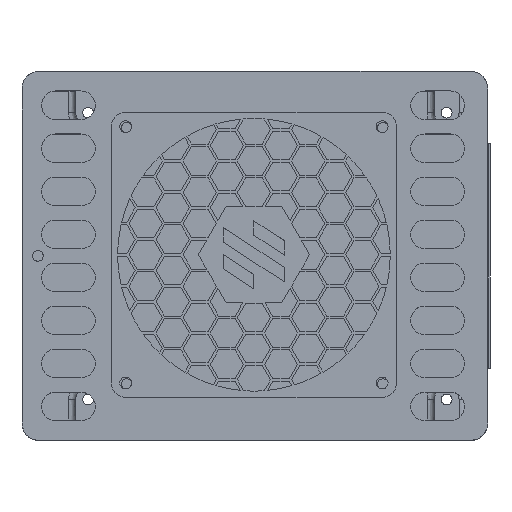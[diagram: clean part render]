
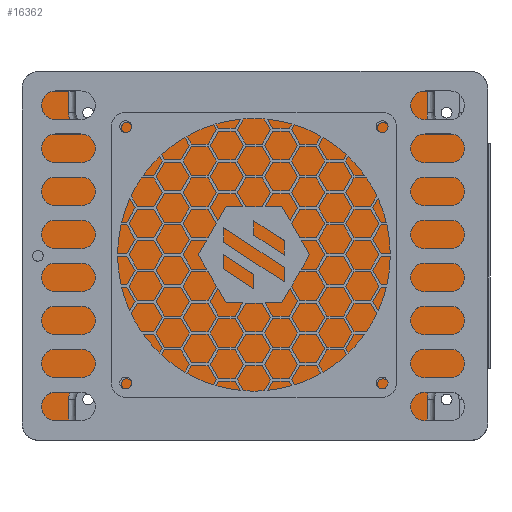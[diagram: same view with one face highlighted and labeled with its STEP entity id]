
A CAD part, top view. The second image highlights one B-rep face of the part: STEP entity #16362.
In plain terms, the highlighted planar face has unit normal (0, 0, 1).
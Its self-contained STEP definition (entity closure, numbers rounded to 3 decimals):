
#1092=PLANE('',#17392);
#1815=FACE_OUTER_BOUND('',#2873,.T.);
#2873=EDGE_LOOP('',(#14849,#14850,#14851,#14852,#14853,#14854,#14855,#14856,
#14857,#14858,#14859,#14860,#14861,#14862,#14863,#14864,#14865,#14866,#14867,
#14868));
#4536=LINE('',#25965,#6353);
#4538=LINE('',#26187,#6355);
#4540=LINE('',#26221,#6357);
#4562=LINE('',#26826,#6379);
#4568=LINE('',#27304,#6385);
#4576=LINE('',#28129,#6393);
#4577=LINE('',#28162,#6394);
#4580=LINE('',#28207,#6397);
#4691=LINE('',#29172,#6508);
#4692=LINE('',#29297,#6509);
#4698=LINE('',#29350,#6515);
#4699=LINE('',#29475,#6516);
#4705=LINE('',#29528,#6522);
#4706=LINE('',#29653,#6523);
#4712=LINE('',#29706,#6529);
#4713=LINE('',#29831,#6530);
#6353=VECTOR('',#20602,10.);
#6355=VECTOR('',#20604,10.);
#6357=VECTOR('',#20606,10.);
#6379=VECTOR('',#20646,10.);
#6385=VECTOR('',#20652,10.);
#6393=VECTOR('',#20660,10.);
#6394=VECTOR('',#20661,10.);
#6397=VECTOR('',#20664,10.);
#6508=VECTOR('',#20989,10.);
#6509=VECTOR('',#20994,10.);
#6515=VECTOR('',#21006,10.);
#6516=VECTOR('',#21011,10.);
#6522=VECTOR('',#21023,10.);
#6523=VECTOR('',#21028,10.);
#6529=VECTOR('',#21040,10.);
#6530=VECTOR('',#21045,10.);
#6908=CIRCLE('',#17375,5.45);
#6911=CIRCLE('',#17380,5.45);
#6914=CIRCLE('',#17385,5.45);
#6917=CIRCLE('',#17390,5.45);
#8181=VERTEX_POINT('',#25896);
#8183=VERTEX_POINT('',#25954);
#8186=VERTEX_POINT('',#26129);
#8187=VERTEX_POINT('',#26178);
#8222=VERTEX_POINT('',#26816);
#8223=VERTEX_POINT('',#26825);
#8234=VERTEX_POINT('',#27294);
#8235=VERTEX_POINT('',#27303);
#8249=VERTEX_POINT('',#27933);
#8250=VERTEX_POINT('',#28071);
#8251=VERTEX_POINT('',#28120);
#8252=VERTEX_POINT('',#28196);
#8372=VERTEX_POINT('',#29163);
#8374=VERTEX_POINT('',#29244);
#8378=VERTEX_POINT('',#29341);
#8380=VERTEX_POINT('',#29432);
#8384=VERTEX_POINT('',#29519);
#8386=VERTEX_POINT('',#29610);
#8390=VERTEX_POINT('',#29697);
#8392=VERTEX_POINT('',#29788);
#10281=EDGE_CURVE('',#8181,#8183,#4536,.T.);
#10287=EDGE_CURVE('',#8187,#8186,#4538,.T.);
#10289=EDGE_CURVE('',#8186,#8181,#4540,.T.);
#10332=EDGE_CURVE('',#8222,#8223,#4562,.T.);
#10348=EDGE_CURVE('',#8234,#8235,#4568,.T.);
#10372=EDGE_CURVE('',#8251,#8250,#4576,.T.);
#10373=EDGE_CURVE('',#8250,#8249,#4577,.T.);
#10377=EDGE_CURVE('',#8249,#8252,#4580,.T.);
#10564=EDGE_CURVE('',#8372,#8187,#4691,.T.);
#10566=EDGE_CURVE('',#8374,#8372,#6908,.T.);
#10568=EDGE_CURVE('',#8235,#8374,#4692,.T.);
#10576=EDGE_CURVE('',#8378,#8234,#4698,.T.);
#10578=EDGE_CURVE('',#8380,#8378,#6911,.T.);
#10580=EDGE_CURVE('',#8252,#8380,#4699,.T.);
#10588=EDGE_CURVE('',#8384,#8251,#4705,.T.);
#10590=EDGE_CURVE('',#8386,#8384,#6914,.T.);
#10592=EDGE_CURVE('',#8223,#8386,#4706,.T.);
#10600=EDGE_CURVE('',#8390,#8222,#4712,.T.);
#10602=EDGE_CURVE('',#8392,#8390,#6917,.T.);
#10604=EDGE_CURVE('',#8183,#8392,#4713,.T.);
#14849=ORIENTED_EDGE('',*,*,#10287,.F.);
#14850=ORIENTED_EDGE('',*,*,#10564,.F.);
#14851=ORIENTED_EDGE('',*,*,#10566,.F.);
#14852=ORIENTED_EDGE('',*,*,#10568,.F.);
#14853=ORIENTED_EDGE('',*,*,#10348,.F.);
#14854=ORIENTED_EDGE('',*,*,#10576,.F.);
#14855=ORIENTED_EDGE('',*,*,#10578,.F.);
#14856=ORIENTED_EDGE('',*,*,#10580,.F.);
#14857=ORIENTED_EDGE('',*,*,#10377,.F.);
#14858=ORIENTED_EDGE('',*,*,#10373,.F.);
#14859=ORIENTED_EDGE('',*,*,#10372,.F.);
#14860=ORIENTED_EDGE('',*,*,#10588,.F.);
#14861=ORIENTED_EDGE('',*,*,#10590,.F.);
#14862=ORIENTED_EDGE('',*,*,#10592,.F.);
#14863=ORIENTED_EDGE('',*,*,#10332,.F.);
#14864=ORIENTED_EDGE('',*,*,#10600,.F.);
#14865=ORIENTED_EDGE('',*,*,#10602,.F.);
#14866=ORIENTED_EDGE('',*,*,#10604,.F.);
#14867=ORIENTED_EDGE('',*,*,#10281,.F.);
#14868=ORIENTED_EDGE('',*,*,#10289,.F.);
#16362=ADVANCED_FACE('',(#1815),#1092,.F.);
#17375=AXIS2_PLACEMENT_3D('',#29255,#20990,#20991);
#17380=AXIS2_PLACEMENT_3D('',#29441,#21007,#21008);
#17385=AXIS2_PLACEMENT_3D('',#29619,#21024,#21025);
#17390=AXIS2_PLACEMENT_3D('',#29797,#21041,#21042);
#17392=AXIS2_PLACEMENT_3D('',#29833,#21047,#21048);
#20602=DIRECTION('',(1.,0.,0.));
#20604=DIRECTION('',(-1.,0.,0.));
#20606=DIRECTION('',(0.,1.,0.));
#20646=DIRECTION('',(1.,0.,0.));
#20652=DIRECTION('',(-1.,0.,0.));
#20660=DIRECTION('',(1.,0.,0.));
#20661=DIRECTION('',(0.,-1.,0.));
#20664=DIRECTION('',(-1.,0.,0.));
#20989=DIRECTION('',(0.,-1.,0.));
#20990=DIRECTION('center_axis',(0.,0.,1.));
#20991=DIRECTION('ref_axis',(0.,1.,0.));
#20994=DIRECTION('',(0.,1.,0.));
#21006=DIRECTION('',(0.,-1.,0.));
#21007=DIRECTION('center_axis',(0.,0.,1.));
#21008=DIRECTION('ref_axis',(0.,1.,0.));
#21011=DIRECTION('',(0.,1.,0.));
#21023=DIRECTION('',(0.,1.,0.));
#21024=DIRECTION('center_axis',(0.,0.,1.));
#21025=DIRECTION('ref_axis',(0.,-1.,0.));
#21028=DIRECTION('',(0.,-1.,0.));
#21040=DIRECTION('',(0.,1.,0.));
#21041=DIRECTION('center_axis',(0.,0.,1.));
#21042=DIRECTION('ref_axis',(0.,-1.,0.));
#21045=DIRECTION('',(0.,-1.,0.));
#21047=DIRECTION('center_axis',(0.,0.,-1.));
#21048=DIRECTION('ref_axis',(1.,0.,0.));
#25896=CARTESIAN_POINT('',(-33.,71.556,-3.));
#25954=CARTESIAN_POINT('',(-25.45,71.556,-3.));
#25965=CARTESIAN_POINT('',(-4.25,71.556,-3.));
#26129=CARTESIAN_POINT('',(-33.,-20.444,-3.));
#26178=CARTESIAN_POINT('',(-25.45,-20.444,-3.));
#26187=CARTESIAN_POINT('',(57.25,-20.444,-3.));
#26221=CARTESIAN_POINT('',(-33.,1.556,-3.));
#26816=CARTESIAN_POINT('',(-14.55,71.556,-3.));
#26825=CARTESIAN_POINT('',(74.55,71.556,-3.));
#26826=CARTESIAN_POINT('',(-4.25,71.556,-3.));
#27294=CARTESIAN_POINT('',(74.55,-20.444,-3.));
#27303=CARTESIAN_POINT('',(-14.55,-20.444,-3.));
#27304=CARTESIAN_POINT('',(57.25,-20.444,-3.));
#27933=CARTESIAN_POINT('',(86.,-20.444,-3.));
#28071=CARTESIAN_POINT('',(86.,71.556,-3.));
#28120=CARTESIAN_POINT('',(85.45,71.556,-3.));
#28129=CARTESIAN_POINT('',(-4.25,71.556,-3.));
#28162=CARTESIAN_POINT('',(86.,49.556,-3.));
#28196=CARTESIAN_POINT('',(85.45,-20.444,-3.));
#28207=CARTESIAN_POINT('',(57.25,-20.444,-3.));
#29163=CARTESIAN_POINT('',(-25.45,-14.444,-3.));
#29172=CARTESIAN_POINT('',(-25.45,1.556,-3.));
#29244=CARTESIAN_POINT('',(-14.55,-14.444,-3.));
#29255=CARTESIAN_POINT('Origin',(-20.,-14.444,-3.));
#29297=CARTESIAN_POINT('',(-14.55,5.556,-3.));
#29341=CARTESIAN_POINT('',(74.55,-14.444,-3.));
#29350=CARTESIAN_POINT('',(74.55,1.556,-3.));
#29432=CARTESIAN_POINT('',(85.45,-14.444,-3.));
#29441=CARTESIAN_POINT('Origin',(80.,-14.444,-3.));
#29475=CARTESIAN_POINT('',(85.45,5.556,-3.));
#29519=CARTESIAN_POINT('',(85.45,65.556,-3.));
#29528=CARTESIAN_POINT('',(85.45,49.556,-3.));
#29610=CARTESIAN_POINT('',(74.55,65.556,-3.));
#29619=CARTESIAN_POINT('Origin',(80.,65.556,-3.));
#29653=CARTESIAN_POINT('',(74.55,45.556,-3.));
#29697=CARTESIAN_POINT('',(-14.55,65.556,-3.));
#29706=CARTESIAN_POINT('',(-14.55,49.556,-3.));
#29788=CARTESIAN_POINT('',(-25.45,65.556,-3.));
#29797=CARTESIAN_POINT('Origin',(-20.,65.556,-3.));
#29831=CARTESIAN_POINT('',(-25.45,45.556,-3.));
#29833=CARTESIAN_POINT('Origin',(26.5,25.556,-3.));
